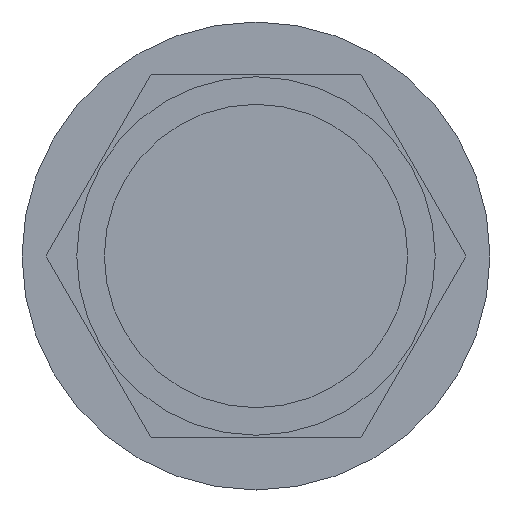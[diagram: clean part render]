
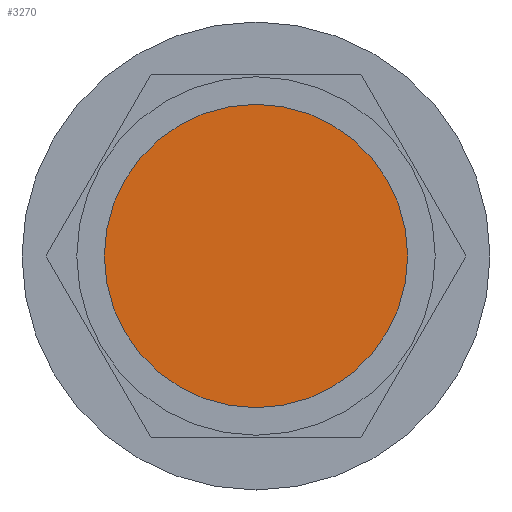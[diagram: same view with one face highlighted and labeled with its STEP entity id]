
A CAD part, left-side view. The second image highlights one B-rep face of the part: STEP entity #3270.
In plain terms, the highlighted face is planar.
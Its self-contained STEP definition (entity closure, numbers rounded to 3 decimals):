
#1590=CARTESIAN_POINT('',(-14670.929,2355.689,
0.));
#1600=VERTEX_POINT('',#1590);
#1780=CARTESIAN_POINT('',(-14670.929,2298.989,
0.));
#1790=VERTEX_POINT('',#1780);
#1820=CARTESIAN_POINT('',(-14670.929,2327.339,
0.));
#1830=DIRECTION('',(1.,0.,0.));
#1840=DIRECTION('',(0.,-1.,0.));
#1850=AXIS2_PLACEMENT_3D('',#1820,#1830,#1840);
#1860=CIRCLE('',#1850,28.35);
#1870=EDGE_CURVE('',#1790,#1600,#1860,.T.);
#3170=CARTESIAN_POINT('',(-14670.929,11141.24,
-8813.902));
#3180=DIRECTION('',(1.,0.,0.));
#3190=DIRECTION('',(0.,-1.,0.));
#3200=AXIS2_PLACEMENT_3D('',#3170,#3180,#3190);
#3210=PLANE('',#3200);
#3220=EDGE_CURVE('',#1600,#1790,#1860,.T.);
#3230=ORIENTED_EDGE('',*,*,#3220,.T.);
#3240=ORIENTED_EDGE('',*,*,#1870,.T.);
#3250=EDGE_LOOP('',(#3240,#3230));
#3260=FACE_OUTER_BOUND('',#3250,.T.);
#3270=ADVANCED_FACE('',(#3260),#3210,.T.);
